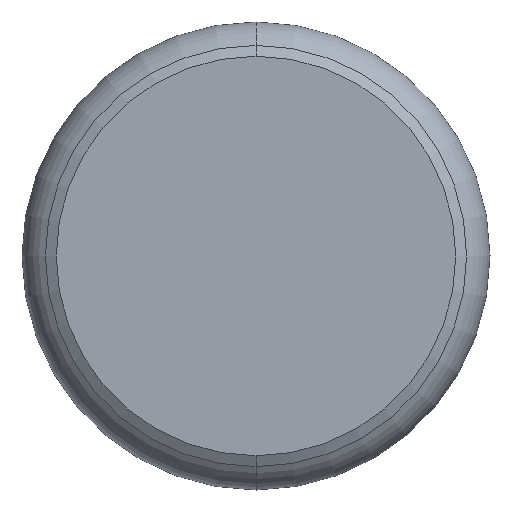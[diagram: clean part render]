
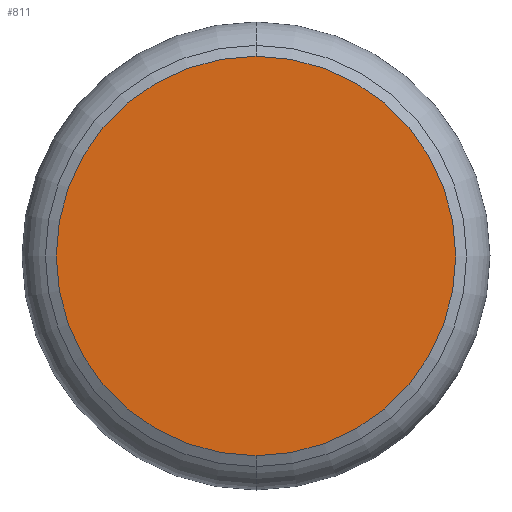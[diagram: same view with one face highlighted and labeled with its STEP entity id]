
A CAD part, front view. The second image highlights one B-rep face of the part: STEP entity #811.
In plain terms, the highlighted planar face has unit normal (0, -1, 0).
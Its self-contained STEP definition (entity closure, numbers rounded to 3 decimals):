
#73 = VERTEX_POINT ( 'NONE', #748 ) ;
#109 = CARTESIAN_POINT ( 'NONE',  ( 0., 0., -8.536 ) ) ;
#172 = AXIS2_PLACEMENT_3D ( 'NONE', #346, #544, #208 ) ;
#208 = DIRECTION ( 'NONE',  ( 0., 0., 1. ) ) ;
#242 = ORIENTED_EDGE ( 'NONE', *, *, #478, .F. ) ;
#259 = DIRECTION ( 'NONE',  ( 1., 0., 0. ) ) ;
#268 = CIRCLE ( 'NONE', #842, 8.536 ) ;
#292 = FACE_OUTER_BOUND ( 'NONE', #326, .T. ) ;
#316 = EDGE_CURVE ( 'NONE', #73, #653, #741, .T. ) ;
#326 = EDGE_LOOP ( 'NONE', ( #856, #242 ) ) ;
#346 = CARTESIAN_POINT ( 'NONE',  ( 7.8, 0., 0. ) ) ;
#413 = DIRECTION ( 'NONE',  ( 1., 0., 0. ) ) ;
#478 = EDGE_CURVE ( 'NONE', #653, #73, #268, .T. ) ;
#544 = DIRECTION ( 'NONE',  ( 0., 1., 0. ) ) ;
#619 = CARTESIAN_POINT ( 'NONE',  ( 0., 0., 0. ) ) ;
#630 = DIRECTION ( 'NONE',  ( 0., 1., 0. ) ) ;
#653 = VERTEX_POINT ( 'NONE', #109 ) ;
#673 = DIRECTION ( 'NONE',  ( 0., 1., 0. ) ) ;
#723 = AXIS2_PLACEMENT_3D ( 'NONE', #806, #673, #259 ) ;
#741 = CIRCLE ( 'NONE', #723, 8.536 ) ;
#748 = CARTESIAN_POINT ( 'NONE',  ( 0., 0., 8.536 ) ) ;
#799 = PLANE ( 'NONE',  #172 ) ;
#806 = CARTESIAN_POINT ( 'NONE',  ( 0., 0., 0. ) ) ;
#811 = ADVANCED_FACE ( 'NONE', ( #292 ), #799, .F. ) ;
#842 = AXIS2_PLACEMENT_3D ( 'NONE', #619, #630, #413 ) ;
#856 = ORIENTED_EDGE ( 'NONE', *, *, #316, .F. ) ;
